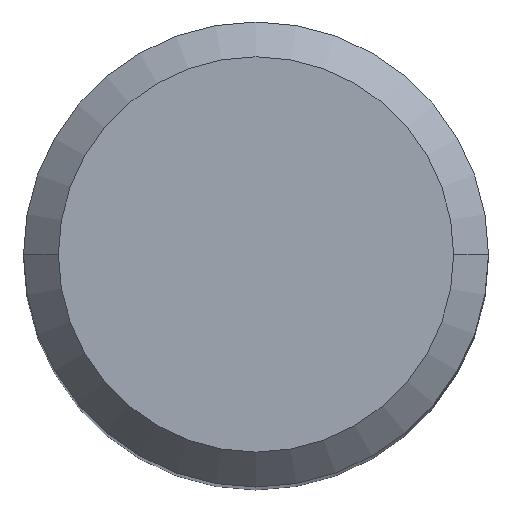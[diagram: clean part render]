
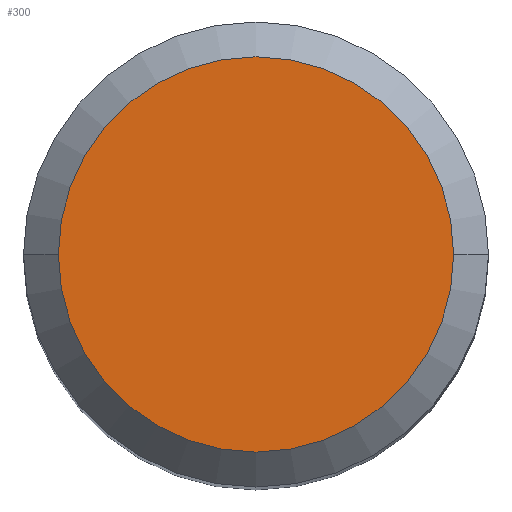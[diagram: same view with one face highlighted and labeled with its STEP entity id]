
A CAD part, top view. The second image highlights one B-rep face of the part: STEP entity #300.
In plain terms, the highlighted planar face has unit normal (0, 0, 1).
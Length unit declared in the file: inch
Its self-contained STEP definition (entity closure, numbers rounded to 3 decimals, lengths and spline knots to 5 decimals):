
#8 = CARTESIAN_POINT ( 'NONE',  ( 0., 0., 0. ) ) ;
#23 = AXIS2_PLACEMENT_3D ( 'NONE', #8, #120, #36 ) ;
#36 = DIRECTION ( 'NONE',  ( -1., 0., 0. ) ) ;
#49 = ORIENTED_EDGE ( 'NONE', *, *, #464, .T. ) ;
#99 = DIRECTION ( 'NONE',  ( 1., 0., 0. ) ) ;
#112 = PLANE ( 'NONE',  #23 ) ;
#120 = DIRECTION ( 'NONE',  ( 0., 0., -1. ) ) ;
#170 = EDGE_LOOP ( 'NONE', ( #49, #253 ) ) ;
#171 = EDGE_CURVE ( 'NONE', #476, #409, #216, .T. ) ;
#195 = FACE_OUTER_BOUND ( 'NONE', #170, .T. ) ;
#212 = CARTESIAN_POINT ( 'NONE',  ( 0., 0., 0. ) ) ;
#216 = CIRCLE ( 'NONE', #366, 0.20077 ) ;
#253 = ORIENTED_EDGE ( 'NONE', *, *, #171, .T. ) ;
#293 = DIRECTION ( 'NONE',  ( 0., 0., 1. ) ) ;
#300 = ADVANCED_FACE ( 'NONE', ( #195 ), #112, .F. ) ;
#331 = CIRCLE ( 'NONE', #384, 0.20077 ) ;
#347 = CARTESIAN_POINT ( 'NONE',  ( -0.20077, 0., 0. ) ) ;
#348 = CARTESIAN_POINT ( 'NONE',  ( 0.20077, 0., 0. ) ) ;
#366 = AXIS2_PLACEMENT_3D ( 'NONE', #212, #293, #99 ) ;
#384 = AXIS2_PLACEMENT_3D ( 'NONE', #438, #398, #444 ) ;
#398 = DIRECTION ( 'NONE',  ( 0., 0., 1. ) ) ;
#409 = VERTEX_POINT ( 'NONE', #347 ) ;
#438 = CARTESIAN_POINT ( 'NONE',  ( 0., 0., 0. ) ) ;
#444 = DIRECTION ( 'NONE',  ( 1., 0., 0. ) ) ;
#464 = EDGE_CURVE ( 'NONE', #409, #476, #331, .T. ) ;
#476 = VERTEX_POINT ( 'NONE', #348 ) ;
